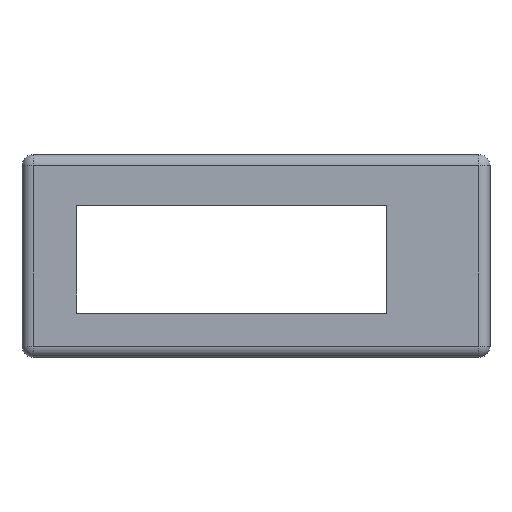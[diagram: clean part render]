
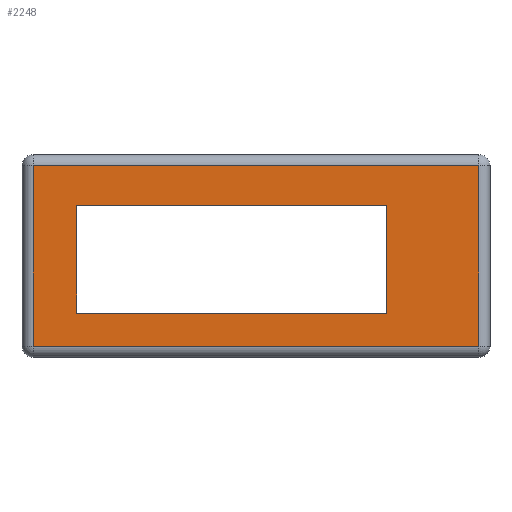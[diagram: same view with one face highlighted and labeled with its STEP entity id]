
A CAD part, top view. The second image highlights one B-rep face of the part: STEP entity #2248.
In plain terms, the highlighted planar face has unit normal (0, 0, 1).
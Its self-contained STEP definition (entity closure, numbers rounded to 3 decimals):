
#1389 = VERTEX_POINT('',#1390);
#1390 = CARTESIAN_POINT('',(-1.,31.,16.));
#1399 = VERTEX_POINT('',#1400);
#1400 = CARTESIAN_POINT('',(-1.,-1.,16.));
#1407 = EDGE_CURVE('',#1389,#1399,#1408,.T.);
#1408 = LINE('',#1409,#1410);
#1409 = CARTESIAN_POINT('',(-1.,33.,16.));
#1410 = VECTOR('',#1411,1.);
#1411 = DIRECTION('',(0.,-1.,0.));
#1438 = EDGE_CURVE('',#1439,#1389,#1441,.T.);
#1439 = VERTEX_POINT('',#1440);
#1440 = CARTESIAN_POINT('',(78.,31.,16.));
#1441 = LINE('',#1442,#1443);
#1442 = CARTESIAN_POINT('',(80.,31.,16.));
#1443 = VECTOR('',#1444,1.);
#1444 = DIRECTION('',(-1.,0.,0.));
#1481 = VERTEX_POINT('',#1482);
#1482 = CARTESIAN_POINT('',(78.,-1.,16.));
#1491 = EDGE_CURVE('',#1481,#1439,#1492,.T.);
#1492 = LINE('',#1493,#1494);
#1493 = CARTESIAN_POINT('',(78.,-3.,16.));
#1494 = VECTOR('',#1495,1.);
#1495 = DIRECTION('',(0.,1.,0.));
#1543 = EDGE_CURVE('',#1399,#1481,#1544,.T.);
#1544 = LINE('',#1545,#1546);
#1545 = CARTESIAN_POINT('',(-3.,-1.,16.));
#1546 = VECTOR('',#1547,1.);
#1547 = DIRECTION('',(1.,0.,0.));
#2248 = ADVANCED_FACE('',(#2249,#2255),#2289,.T.);
#2249 = FACE_BOUND('',#2250,.T.);
#2250 = EDGE_LOOP('',(#2251,#2252,#2253,#2254));
#2251 = ORIENTED_EDGE('',*,*,#1407,.T.);
#2252 = ORIENTED_EDGE('',*,*,#1543,.T.);
#2253 = ORIENTED_EDGE('',*,*,#1491,.T.);
#2254 = ORIENTED_EDGE('',*,*,#1438,.T.);
#2255 = FACE_BOUND('',#2256,.T.);
#2256 = EDGE_LOOP('',(#2257,#2267,#2275,#2283));
#2257 = ORIENTED_EDGE('',*,*,#2258,.F.);
#2258 = EDGE_CURVE('',#2259,#2261,#2263,.T.);
#2259 = VERTEX_POINT('',#2260);
#2260 = CARTESIAN_POINT('',(6.67,23.88,16.));
#2261 = VERTEX_POINT('',#2262);
#2262 = CARTESIAN_POINT('',(6.67,4.88,16.));
#2263 = LINE('',#2264,#2265);
#2264 = CARTESIAN_POINT('',(6.67,23.88,16.));
#2265 = VECTOR('',#2266,1.);
#2266 = DIRECTION('',(0.,-1.,0.));
#2267 = ORIENTED_EDGE('',*,*,#2268,.F.);
#2268 = EDGE_CURVE('',#2269,#2259,#2271,.T.);
#2269 = VERTEX_POINT('',#2270);
#2270 = CARTESIAN_POINT('',(61.67,23.88,16.));
#2271 = LINE('',#2272,#2273);
#2272 = CARTESIAN_POINT('',(68.67,23.88,16.));
#2273 = VECTOR('',#2274,1.);
#2274 = DIRECTION('',(-1.,0.,0.));
#2275 = ORIENTED_EDGE('',*,*,#2276,.F.);
#2276 = EDGE_CURVE('',#2277,#2269,#2279,.T.);
#2277 = VERTEX_POINT('',#2278);
#2278 = CARTESIAN_POINT('',(61.67,4.88,16.));
#2279 = LINE('',#2280,#2281);
#2280 = CARTESIAN_POINT('',(61.67,4.88,16.));
#2281 = VECTOR('',#2282,1.);
#2282 = DIRECTION('',(0.,1.,0.));
#2283 = ORIENTED_EDGE('',*,*,#2284,.F.);
#2284 = EDGE_CURVE('',#2261,#2277,#2285,.T.);
#2285 = LINE('',#2286,#2287);
#2286 = CARTESIAN_POINT('',(6.67,4.88,16.));
#2287 = VECTOR('',#2288,1.);
#2288 = DIRECTION('',(1.,0.,0.));
#2289 = PLANE('',#2290);
#2290 = AXIS2_PLACEMENT_3D('',#2291,#2292,#2293);
#2291 = CARTESIAN_POINT('',(38.5,15.,16.));
#2292 = DIRECTION('',(0.,0.,1.));
#2293 = DIRECTION('',(1.,0.,0.));
